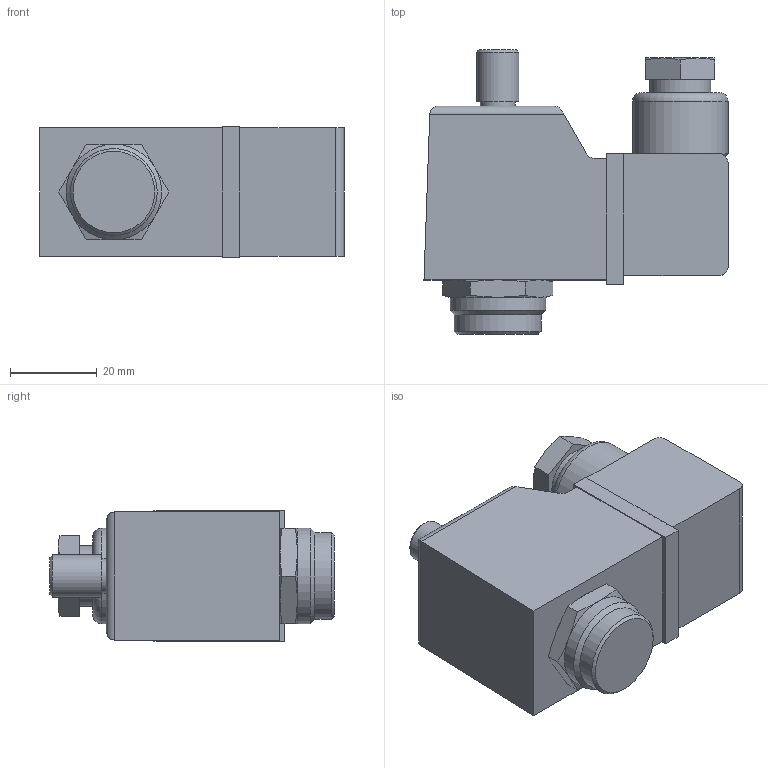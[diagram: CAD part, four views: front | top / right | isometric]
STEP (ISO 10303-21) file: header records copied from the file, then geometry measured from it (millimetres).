
FILE_DESCRIPTION(/* description */ ('STEP AP214'),/* implementation_level */ '2;1');
FILE_NAME(/* name */ '4953_MKC-030-3-',/* time_stamp */ '2024-09-06T16:44:46+02:00',/* author */ ('License CC BY-ND 4.0'),/* organization */ ('CADENAS'),/* preprocessor_version */ 'ST-DEVELOPER v19.3',/* originating_system */ 'PARTsolutions',/* authorisation */ ' ');
FILE_SCHEMA (('AUTOMOTIVE_DESIGN {1 0 10303 214 3 1 1}'));
Length unit declared in the file: millimetre
Products named in the file (1): 4953 MKC-030-3
Bounding box: 70 x 65.5 x 30 mm (x, y, z)
Volume: 81759.1 mm3; surface area: 13766.3 mm2
Topology: 1 solids, 1 shells, 71 faces, 164 edges, 101 vertices
Faces by surface type: plane 35, cone 22, cylinder 13, torus 1
Full cylindrical faces by diameter (mm): 8 x1, 9.728 x1, 14 x1, 20 x1, 22 x2
Entity records: 1993 total; most frequent: CARTESIAN_POINT 440, DIRECTION 306, ORIENTED_EDGE 304, EDGE_CURVE 152, AXIS2_PLACEMENT_3D 119, VERTEX_POINT 100, EDGE_LOOP 88, FACE_BOUND 88
